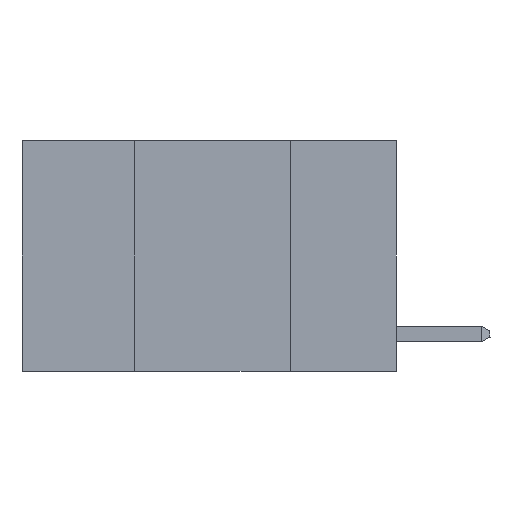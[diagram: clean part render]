
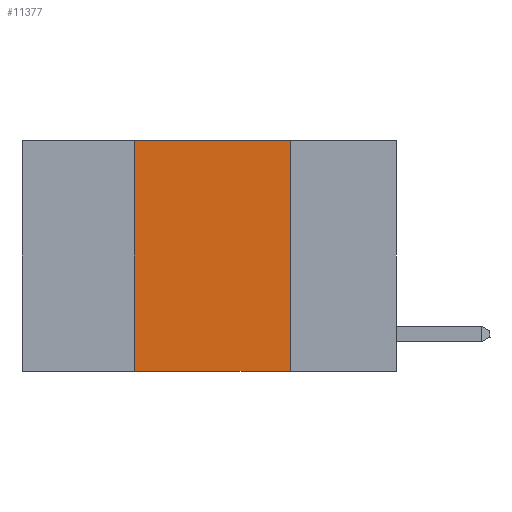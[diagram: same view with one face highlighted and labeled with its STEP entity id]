
A CAD part, left-side view. The second image highlights one B-rep face of the part: STEP entity #11377.
In plain terms, the highlighted planar face has unit normal (-1, 0, 0).
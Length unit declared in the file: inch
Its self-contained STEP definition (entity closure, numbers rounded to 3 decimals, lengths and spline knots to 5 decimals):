
#381 = CARTESIAN_POINT ( 'NONE',  ( 0., 0.17, 0. ) ) ;
#551 = LINE ( 'NONE', #2980, #9943 ) ;
#1757 = EDGE_CURVE ( 'NONE', #7508, #8135, #6544, .T. ) ;
#2847 = CARTESIAN_POINT ( 'NONE',  ( 0., 0.42, 0. ) ) ;
#2980 = CARTESIAN_POINT ( 'NONE',  ( 0., 0.17, 0. ) ) ;
#3107 = EDGE_CURVE ( 'NONE', #8135, #4913, #551, .T. ) ;
#4210 = LINE ( 'NONE', #7682, #6952 ) ;
#4343 = EDGE_CURVE ( 'NONE', #10635, #4913, #4759, .T. ) ;
#4624 = ORIENTED_EDGE ( 'NONE', *, *, #9598, .F. ) ;
#4670 = CARTESIAN_POINT ( 'NONE',  ( 0., 0.17, -0.37 ) ) ;
#4759 = LINE ( 'NONE', #11716, #13745 ) ;
#4913 = VERTEX_POINT ( 'NONE', #4670 ) ;
#5208 = ORIENTED_EDGE ( 'NONE', *, *, #3107, .F. ) ;
#5410 = ORIENTED_EDGE ( 'NONE', *, *, #1757, .F. ) ;
#5507 = ORIENTED_EDGE ( 'NONE', *, *, #4343, .T. ) ;
#6302 = DIRECTION ( 'NONE',  ( 1., 0., 0. ) ) ;
#6477 = DIRECTION ( 'NONE',  ( 0., 0., -1. ) ) ;
#6544 = LINE ( 'NONE', #12257, #8709 ) ;
#6952 = VECTOR ( 'NONE', #10033, 39.37008 ) ;
#7508 = VERTEX_POINT ( 'NONE', #2847 ) ;
#7682 = CARTESIAN_POINT ( 'NONE',  ( 0., 0.42, 0. ) ) ;
#7784 = EDGE_LOOP ( 'NONE', ( #5208, #5410, #4624, #5507 ) ) ;
#8135 = VERTEX_POINT ( 'NONE', #381 ) ;
#8709 = VECTOR ( 'NONE', #11125, 39.37008 ) ;
#9598 = EDGE_CURVE ( 'NONE', #10635, #7508, #4210, .T. ) ;
#9696 = CARTESIAN_POINT ( 'NONE',  ( 0., 0.42, -0.37 ) ) ;
#9943 = VECTOR ( 'NONE', #6477, 39.37008 ) ;
#10033 = DIRECTION ( 'NONE',  ( 0., 0., 1. ) ) ;
#10266 = AXIS2_PLACEMENT_3D ( 'NONE', #12166, #6302, #14487 ) ;
#10370 = FACE_OUTER_BOUND ( 'NONE', #7784, .T. ) ;
#10635 = VERTEX_POINT ( 'NONE', #9696 ) ;
#11125 = DIRECTION ( 'NONE',  ( 0., -1., 0. ) ) ;
#11377 = ADVANCED_FACE ( 'NONE', ( #10370 ), #13319, .F. ) ;
#11716 = CARTESIAN_POINT ( 'NONE',  ( 0., 0.6, -0.37 ) ) ;
#12166 = CARTESIAN_POINT ( 'NONE',  ( 0., 0.6, 0. ) ) ;
#12257 = CARTESIAN_POINT ( 'NONE',  ( 0., 0.6, 0. ) ) ;
#12899 = DIRECTION ( 'NONE',  ( 0., -1., 0. ) ) ;
#13319 = PLANE ( 'NONE',  #10266 ) ;
#13745 = VECTOR ( 'NONE', #12899, 39.37008 ) ;
#14487 = DIRECTION ( 'NONE',  ( 0., 0., -1. ) ) ;
